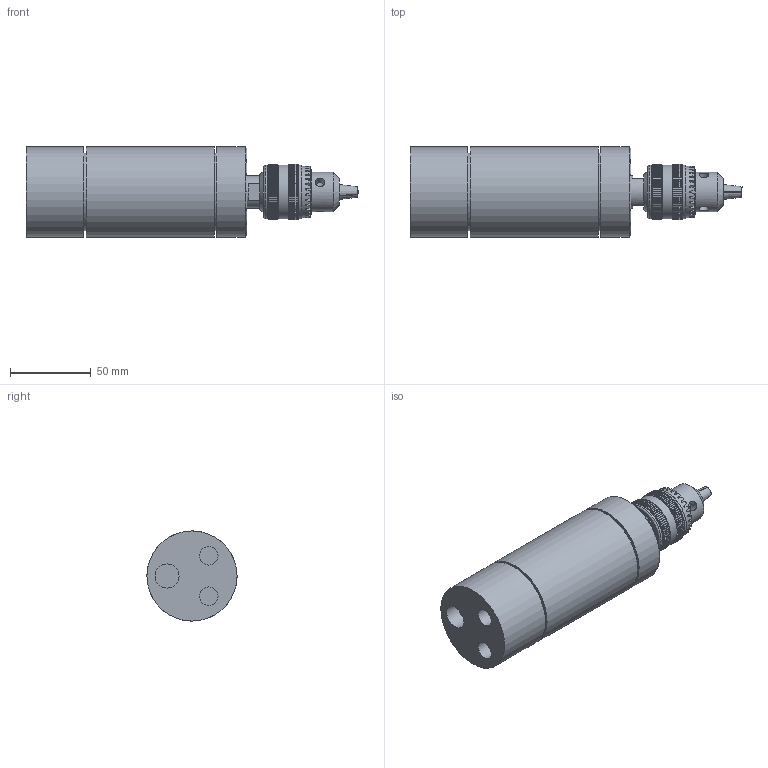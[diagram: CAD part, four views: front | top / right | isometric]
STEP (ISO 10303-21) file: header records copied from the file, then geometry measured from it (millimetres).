
FILE_DESCRIPTION((''),'2;1');
FILE_NAME('EBM 40-3000 U_60008157.stp','2012-08-06T15:46:49',('ibasyouni'),(''),'Autodesk Inventor 2012','Autodesk Inventor 2012','');
FILE_SCHEMA(('AUTOMOTIVE_DESIGN { 1 0 10303 214 1 1 1 1 }'));
Length unit declared in the file: millimetre
Products named in the file (1): EBM 40-3000 U_60008157
Bounding box: 206.2 x 56 x 56 mm (x, y, z)
Volume: 368160.3 mm3; surface area: 43017.8 mm2
Topology: 1 solids, 2 shells, 1291 faces, 3038 edges, 1768 vertices
Faces by surface type: plane 622, cone 381, cylinder 285, torus 3
Full cylindrical faces by diameter (mm): 1.5 x1, 4 x2, 5 x1, 6 x4, 6.5 x1, 11.3 x1, 11.328 x1, 11.445 x2, 11.5 x1, 14.95 x1, 20 x1, 21 x1, 24.5 x1, 27.47 x1, 32 x1, 33.5 x3, 48.178 x2, 48.376 x1, 56 x3
Entity records: 37791 total; most frequent: CARTESIAN_POINT 8941, ORIENTED_EDGE 5932, DIRECTION 5796, EDGE_CURVE 2966, AXIS2_PLACEMENT_3D 2331, VERTEX_POINT 1744, EDGE_LOOP 1358, FACE_OUTER_BOUND 1291
